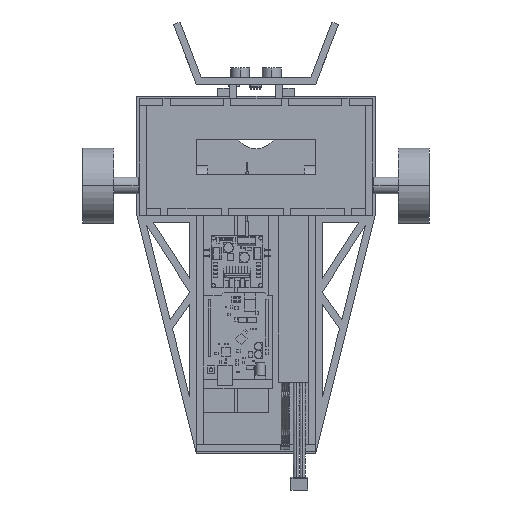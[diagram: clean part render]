
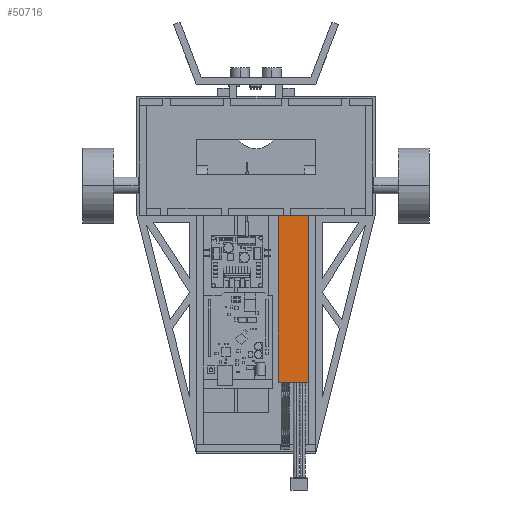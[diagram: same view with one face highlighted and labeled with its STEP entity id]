
A CAD part, top view. The second image highlights one B-rep face of the part: STEP entity #50716.
In plain terms, the highlighted face is planar.
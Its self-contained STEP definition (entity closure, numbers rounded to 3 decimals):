
#42 = ORIENTED_EDGE ( 'NONE', *, *, #17594, .F. ) ;
#273 = VERTEX_POINT ( 'NONE', #42743 ) ;
#5923 = PLANE ( 'NONE',  #37715 ) ;
#6822 = CARTESIAN_POINT ( 'NONE',  ( -270.315, 173.738, 0. ) ) ;
#6861 = ORIENTED_EDGE ( 'NONE', *, *, #16665, .T. ) ;
#11101 = CARTESIAN_POINT ( 'NONE',  ( -270.315, 313.738, 25. ) ) ;
#13745 = CARTESIAN_POINT ( 'NONE',  ( -270.315, 313.738, 25. ) ) ;
#13985 = EDGE_CURVE ( 'NONE', #273, #21759, #26419, .T. ) ;
#16665 = EDGE_CURVE ( 'NONE', #34444, #273, #50358, .T. ) ;
#17594 = EDGE_CURVE ( 'NONE', #34444, #45420, #18668, .T. ) ;
#17802 = CARTESIAN_POINT ( 'NONE',  ( -270.315, 313.738, 25. ) ) ;
#18668 = B_SPLINE_CURVE_WITH_KNOTS ( 'NONE', 1,
 ( #46494, #23349 ),
 .UNSPECIFIED., .F., .F.,
 ( 2, 2 ),
 ( 0., 25. ),
 .UNSPECIFIED. ) ;
#21759 = VERTEX_POINT ( 'NONE', #13745 ) ;
#22780 = CARTESIAN_POINT ( 'NONE',  ( -270.315, 173.738, 25. ) ) ;
#23349 = CARTESIAN_POINT ( 'NONE',  ( -270.315, 173.738, 25. ) ) ;
#25923 = ORIENTED_EDGE ( 'NONE', *, *, #13985, .T. ) ;
#26419 = B_SPLINE_CURVE_WITH_KNOTS ( 'NONE', 1,
 ( #46702, #11101 ),
 .UNSPECIFIED., .F., .F.,
 ( 2, 2 ),
 ( 0., 25. ),
 .UNSPECIFIED. ) ;
#26433 = DIRECTION ( 'NONE',  ( 0., 1., 0. ) ) ;
#27295 = EDGE_CURVE ( 'NONE', #45420, #21759, #32402, .T. ) ;
#28178 = CARTESIAN_POINT ( 'NONE',  ( -270.315, 173.738, 0. ) ) ;
#29297 = CARTESIAN_POINT ( 'NONE',  ( -270.315, 173.738, 0. ) ) ;
#30322 = DIRECTION ( 'NONE',  ( 1., 0., 0. ) ) ;
#32402 = B_SPLINE_CURVE_WITH_KNOTS ( 'NONE', 1,
 ( #37539, #17802 ),
 .UNSPECIFIED., .F., .F.,
 ( 2, 2 ),
 ( 45., 185. ),
 .UNSPECIFIED. ) ;
#34207 = FACE_OUTER_BOUND ( 'NONE', #38681, .T. ) ;
#34444 = VERTEX_POINT ( 'NONE', #6822 ) ;
#37539 = CARTESIAN_POINT ( 'NONE',  ( -270.315, 173.738, 25. ) ) ;
#37715 = AXIS2_PLACEMENT_3D ( 'NONE', #29297, #30322, #26433 ) ;
#38681 = EDGE_LOOP ( 'NONE', ( #6861, #25923, #40675, #42 ) ) ;
#40675 = ORIENTED_EDGE ( 'NONE', *, *, #27295, .F. ) ;
#42743 = CARTESIAN_POINT ( 'NONE',  ( -270.315, 313.738, 0. ) ) ;
#45420 = VERTEX_POINT ( 'NONE', #22780 ) ;
#46494 = CARTESIAN_POINT ( 'NONE',  ( -270.315, 173.738, 0. ) ) ;
#46702 = CARTESIAN_POINT ( 'NONE',  ( -270.315, 313.738, 0. ) ) ;
#47418 = CARTESIAN_POINT ( 'NONE',  ( -270.315, 313.738, 0. ) ) ;
#50358 = B_SPLINE_CURVE_WITH_KNOTS ( 'NONE', 1,
 ( #28178, #47418 ),
 .UNSPECIFIED., .F., .F.,
 ( 2, 2 ),
 ( 45., 185. ),
 .UNSPECIFIED. ) ;
#50716 = ADVANCED_FACE ( 'NONE', ( #34207 ), #5923, .T. ) ;
